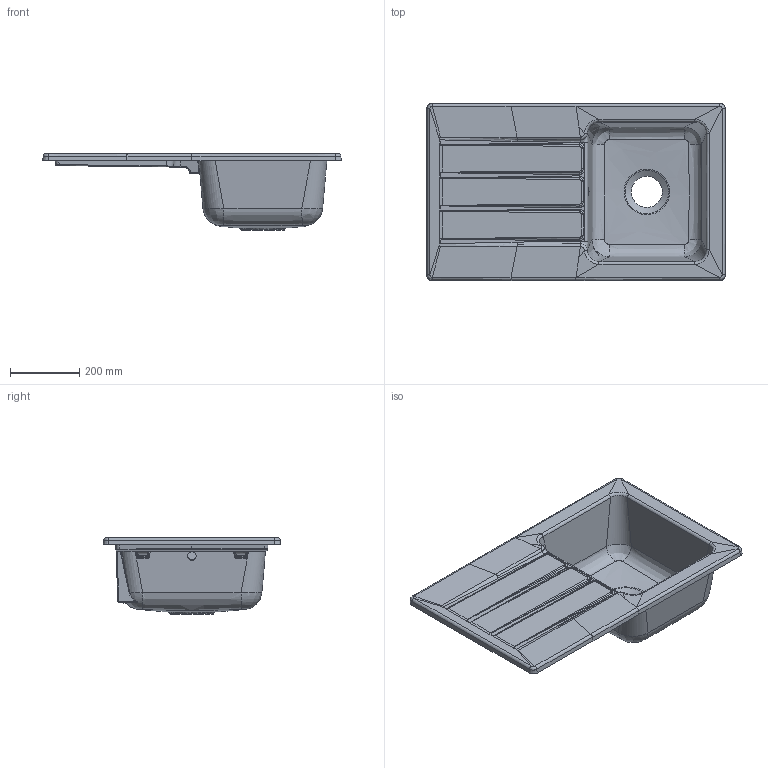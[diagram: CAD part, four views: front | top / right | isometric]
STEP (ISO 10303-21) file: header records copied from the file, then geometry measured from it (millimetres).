
FILE_DESCRIPTION(/* description */ (''),/* implementation_level */ '2;1');
FILE_NAME(/* name */ 'Spuele_3350_Newarchitectura.stp',/* time_stamp */ '2019-02-22T13:15:32+01:00',/* author */ (''),/* organization */ (''),/* preprocessor_version */ 'ST-DEVELOPER v16',/* originating_system */ 'SIEMENS PLM Software NX 10.0',/* authorisation */ '');
FILE_SCHEMA (('AUTOMOTIVE_DESIGN { 1 0 10303 214 3 1 1 1 }'));
Length unit declared in the file: millimetre
Products named in the file (1): Sier101887B3bd2y
Bounding box: 861.88 x 513.15 x 220.31 mm (x, y, z)
Volume: 13140950.4 mm3; surface area: 1377510.9 mm2
Topology: 1 solids, 1 shells, 299 faces, 728 edges, 421 vertices
Faces by surface type: bspline 160, cylinder 73, plane 52, sphere 10, cone 2, torus 2
Full cylindrical faces by diameter (mm): 24.978 x1, 89.92 x1
Entity records: 25612 total; most frequent: CARTESIAN_POINT 20166, ORIENTED_EDGE 1416, EDGE_CURVE 708, DIRECTION 700, VERTEX_POINT 420, B_SPLINE_CURVE_WITH_KNOTS 390, EDGE_LOOP 312, ADVANCED_FACE 299
